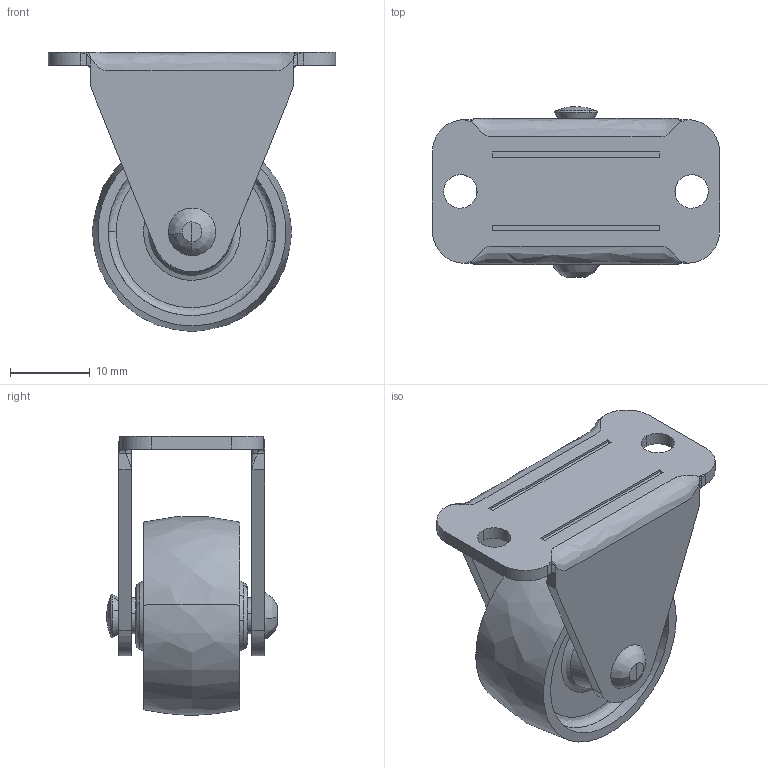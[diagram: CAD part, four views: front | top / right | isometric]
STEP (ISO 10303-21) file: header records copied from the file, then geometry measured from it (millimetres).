
FILE_DESCRIPTION((''),'2;1');
FILE_NAME('','2005-12-15T17:28:45',(''),(''),'','CADfix','');
FILE_SCHEMA(('AUTOMOTIVE_DESIGN'));
Length unit declared in the file: millimetre
Products named in the file (4): wheel; body; axle; No_420_R_C25_1_32698_36
Assembly tree (3 placements, depth 2):
  No_420_R_C25_1_32698_36
    wheel
    body
    axle
Bounding box: 36 x 21.41 x 35 mm (x, y, z)
Volume: 6844.1 mm3; surface area: 5969.6 mm2
Topology: 3 solids, 3 shells, 114 faces, 349 edges, 237 vertices
Faces by surface type: bspline 114
Entity records: 4953 total; most frequent: CARTESIAN_POINT 3032, ORIENTED_EDGE 674, EDGE_CURVE 337, VERTEX_POINT 237, EDGE_LOOP 132, QUASI_UNIFORM_CURVE 116, FACE_OUTER_BOUND 114, ADVANCED_FACE 114
